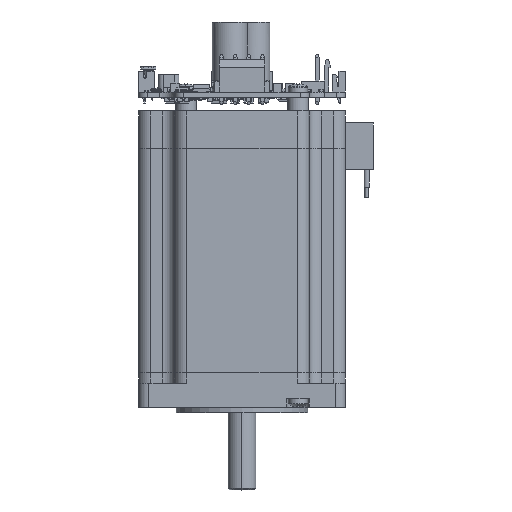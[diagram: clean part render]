
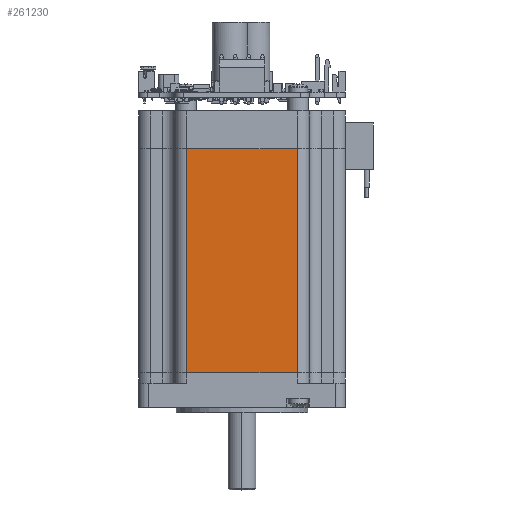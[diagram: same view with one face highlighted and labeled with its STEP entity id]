
A CAD part, front view. The second image highlights one B-rep face of the part: STEP entity #261230.
In plain terms, the highlighted planar face has unit normal (0, -1, 0).
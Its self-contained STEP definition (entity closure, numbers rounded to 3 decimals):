
#24753 = CARTESIAN_POINT ( 'NONE',  ( -28.08, -30., 27.07 ) ) ;
#35734 = VERTEX_POINT ( 'NONE', #348770 ) ;
#56072 = CARTESIAN_POINT ( 'NONE',  ( -28.08, -30., -29.5 ) ) ;
#58203 = DIRECTION ( 'NONE',  ( -1., 0., 0. ) ) ;
#70842 = AXIS2_PLACEMENT_3D ( 'NONE', #24753, #156180, #126006 ) ;
#78489 = VERTEX_POINT ( 'NONE', #208545 ) ;
#79788 = VECTOR ( 'NONE', #58203, 1000. ) ;
#80304 = ORIENTED_EDGE ( 'NONE', *, *, #136745, .T. ) ;
#112505 = VECTOR ( 'NONE', #192193, 1000. ) ;
#126006 = DIRECTION ( 'NONE',  ( 0., 0., -1. ) ) ;
#136745 = EDGE_CURVE ( 'NONE', #383380, #402506, #232002, .T. ) ;
#156180 = DIRECTION ( 'NONE',  ( 0., -1., 0. ) ) ;
#175056 = ORIENTED_EDGE ( 'NONE', *, *, #299942, .F. ) ;
#180014 = CARTESIAN_POINT ( 'NONE',  ( -28.08, -30., 35.5 ) ) ;
#192193 = DIRECTION ( 'NONE',  ( -1., 0., 0. ) ) ;
#204403 = CARTESIAN_POINT ( 'NONE',  ( -16., -30., -29.5 ) ) ;
#208545 = CARTESIAN_POINT ( 'NONE',  ( 16., -30., 35.5 ) ) ;
#220666 = ORIENTED_EDGE ( 'NONE', *, *, #383160, .T. ) ;
#232002 = LINE ( 'NONE', #238374, #280689 ) ;
#238374 = CARTESIAN_POINT ( 'NONE',  ( -16., -30., 51.25 ) ) ;
#245682 = CARTESIAN_POINT ( 'NONE',  ( -16., -30., 35.5 ) ) ;
#259446 = CARTESIAN_POINT ( 'NONE',  ( 16., -30., 51.25 ) ) ;
#261230 = ADVANCED_FACE ( 'NONE', ( #370428 ), #305788, .T. ) ;
#280689 = VECTOR ( 'NONE', #331260, 1000. ) ;
#293040 = LINE ( 'NONE', #56072, #79788 ) ;
#299942 = EDGE_CURVE ( 'NONE', #35734, #402506, #293040, .T. ) ;
#305788 = PLANE ( 'NONE',  #70842 ) ;
#326406 = DIRECTION ( 'NONE',  ( 0., 0., 1. ) ) ;
#331260 = DIRECTION ( 'NONE',  ( 0., 0., -1. ) ) ;
#343428 = EDGE_CURVE ( 'NONE', #78489, #383380, #420902, .T. ) ;
#348770 = CARTESIAN_POINT ( 'NONE',  ( 16., -30., -29.5 ) ) ;
#355271 = ORIENTED_EDGE ( 'NONE', *, *, #343428, .T. ) ;
#358702 = VECTOR ( 'NONE', #326406, 1000. ) ;
#370428 = FACE_OUTER_BOUND ( 'NONE', #405851, .T. ) ;
#383160 = EDGE_CURVE ( 'NONE', #35734, #78489, #395318, .T. ) ;
#383380 = VERTEX_POINT ( 'NONE', #245682 ) ;
#395318 = LINE ( 'NONE', #259446, #358702 ) ;
#402506 = VERTEX_POINT ( 'NONE', #204403 ) ;
#405851 = EDGE_LOOP ( 'NONE', ( #220666, #355271, #80304, #175056 ) ) ;
#420902 = LINE ( 'NONE', #180014, #112505 ) ;
